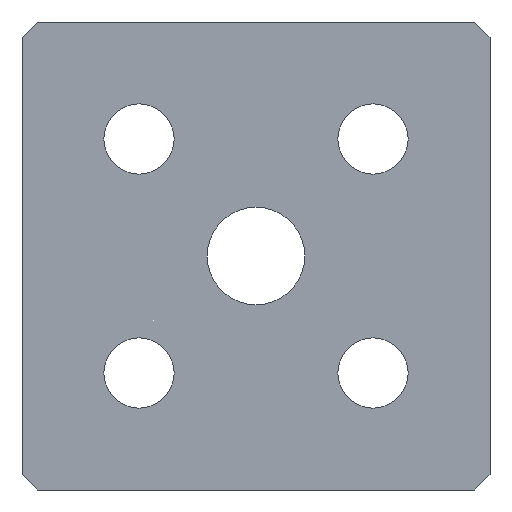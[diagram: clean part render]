
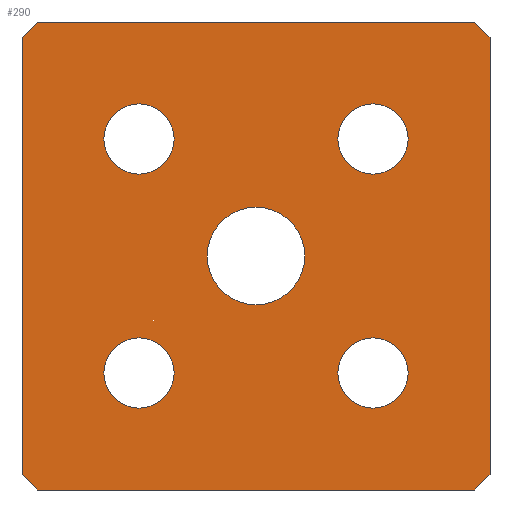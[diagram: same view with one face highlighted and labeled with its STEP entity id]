
A CAD part, front view. The second image highlights one B-rep face of the part: STEP entity #290.
In plain terms, the highlighted planar face has unit normal (0, -1, 0).
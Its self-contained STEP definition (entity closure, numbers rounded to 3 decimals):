
#30=CIRCLE('',#324,4.5);
#31=CIRCLE('',#325,4.5);
#32=CIRCLE('',#326,4.5);
#33=CIRCLE('',#327,4.5);
#34=CIRCLE('',#328,6.25);
#80=ORIENTED_EDGE('',*,*,#132,.F.);
#81=ORIENTED_EDGE('',*,*,#133,.F.);
#82=ORIENTED_EDGE('',*,*,#134,.F.);
#83=ORIENTED_EDGE('',*,*,#135,.F.);
#84=ORIENTED_EDGE('',*,*,#136,.F.);
#85=ORIENTED_EDGE('',*,*,#103,.F.);
#86=ORIENTED_EDGE('',*,*,#125,.F.);
#87=ORIENTED_EDGE('',*,*,#122,.F.);
#88=ORIENTED_EDGE('',*,*,#119,.F.);
#89=ORIENTED_EDGE('',*,*,#116,.F.);
#90=ORIENTED_EDGE('',*,*,#113,.F.);
#91=ORIENTED_EDGE('',*,*,#110,.F.);
#92=ORIENTED_EDGE('',*,*,#107,.F.);
#103=EDGE_CURVE('',#137,#138,#163,.T.);
#107=EDGE_CURVE('',#138,#141,#167,.T.);
#110=EDGE_CURVE('',#141,#143,#170,.T.);
#113=EDGE_CURVE('',#143,#145,#173,.T.);
#116=EDGE_CURVE('',#145,#147,#176,.T.);
#119=EDGE_CURVE('',#147,#149,#179,.T.);
#122=EDGE_CURVE('',#149,#151,#182,.T.);
#125=EDGE_CURVE('',#151,#137,#185,.T.);
#132=EDGE_CURVE('',#158,#158,#30,.T.);
#133=EDGE_CURVE('',#159,#159,#31,.T.);
#134=EDGE_CURVE('',#160,#160,#32,.T.);
#135=EDGE_CURVE('',#161,#161,#33,.T.);
#136=EDGE_CURVE('',#162,#162,#34,.T.);
#137=VERTEX_POINT('',#413);
#138=VERTEX_POINT('',#414);
#141=VERTEX_POINT('',#422);
#143=VERTEX_POINT('',#428);
#145=VERTEX_POINT('',#434);
#147=VERTEX_POINT('',#440);
#149=VERTEX_POINT('',#446);
#151=VERTEX_POINT('',#452);
#158=VERTEX_POINT('',#472);
#159=VERTEX_POINT('',#474);
#160=VERTEX_POINT('',#476);
#161=VERTEX_POINT('',#478);
#162=VERTEX_POINT('',#480);
#163=LINE('',#412,#187);
#167=LINE('',#421,#191);
#170=LINE('',#427,#194);
#173=LINE('',#433,#197);
#176=LINE('',#439,#200);
#179=LINE('',#445,#203);
#182=LINE('',#451,#206);
#185=LINE('',#457,#209);
#187=VECTOR('',#338,1000.);
#191=VECTOR('',#344,1000.);
#194=VECTOR('',#349,1000.);
#197=VECTOR('',#354,1000.);
#200=VECTOR('',#359,1000.);
#203=VECTOR('',#364,1000.);
#206=VECTOR('',#369,1000.);
#209=VECTOR('',#374,1000.);
#225=EDGE_LOOP('',(#80));
#226=EDGE_LOOP('',(#81));
#227=EDGE_LOOP('',(#82));
#228=EDGE_LOOP('',(#83));
#229=EDGE_LOOP('',(#84));
#230=EDGE_LOOP('',(#85,#86,#87,#88,#89,#90,#91,#92));
#255=FACE_BOUND('',#225,.T.);
#256=FACE_BOUND('',#226,.T.);
#257=FACE_BOUND('',#227,.T.);
#258=FACE_BOUND('',#228,.T.);
#259=FACE_BOUND('',#229,.T.);
#260=FACE_BOUND('',#230,.T.);
#280=PLANE('',#323);
#290=ADVANCED_FACE('',(#255,#256,#257,#258,#259,#260),#280,.F.);
#323=AXIS2_PLACEMENT_3D('',#470,#388,#389);
#324=AXIS2_PLACEMENT_3D('',#471,#390,#391);
#325=AXIS2_PLACEMENT_3D('',#473,#392,#393);
#326=AXIS2_PLACEMENT_3D('',#475,#394,#395);
#327=AXIS2_PLACEMENT_3D('',#477,#396,#397);
#328=AXIS2_PLACEMENT_3D('',#479,#398,#399);
#338=DIRECTION('',(-0.707,0.,0.707));
#344=DIRECTION('',(0.,0.,1.));
#349=DIRECTION('',(0.707,0.,0.707));
#354=DIRECTION('',(1.,0.,0.));
#359=DIRECTION('',(0.707,0.,-0.707));
#364=DIRECTION('',(0.,0.,-1.));
#369=DIRECTION('',(-0.707,0.,-0.707));
#374=DIRECTION('',(-1.,0.,0.));
#388=DIRECTION('',(0.,1.,0.));
#389=DIRECTION('',(0.,0.,1.));
#390=DIRECTION('',(0.,-1.,0.));
#391=DIRECTION('',(0.,0.,-1.));
#392=DIRECTION('',(0.,-1.,0.));
#393=DIRECTION('',(0.,0.,-1.));
#394=DIRECTION('',(0.,-1.,0.));
#395=DIRECTION('',(0.,0.,-1.));
#396=DIRECTION('',(0.,-1.,0.));
#397=DIRECTION('',(0.,0.,-1.));
#398=DIRECTION('',(0.,-1.,0.));
#399=DIRECTION('',(0.,0.,-1.));
#412=CARTESIAN_POINT('',(-28.,0.,-30.));
#413=CARTESIAN_POINT('',(-28.,0.,-30.));
#414=CARTESIAN_POINT('',(-30.,0.,-28.));
#421=CARTESIAN_POINT('',(-30.,0.,-28.));
#422=CARTESIAN_POINT('',(-30.,0.,28.));
#427=CARTESIAN_POINT('',(-30.,0.,28.));
#428=CARTESIAN_POINT('',(-28.,0.,30.));
#433=CARTESIAN_POINT('',(-28.,0.,30.));
#434=CARTESIAN_POINT('',(28.,0.,30.));
#439=CARTESIAN_POINT('',(28.,0.,30.));
#440=CARTESIAN_POINT('',(30.,0.,28.));
#445=CARTESIAN_POINT('',(30.,0.,28.));
#446=CARTESIAN_POINT('',(30.,0.,-28.));
#451=CARTESIAN_POINT('',(30.,0.,-28.));
#452=CARTESIAN_POINT('',(28.,0.,-30.));
#457=CARTESIAN_POINT('',(28.,0.,-30.));
#470=CARTESIAN_POINT('',(0.,0.,0.));
#471=CARTESIAN_POINT('',(-15.,0.,15.));
#472=CARTESIAN_POINT('',(-15.,0.,10.5));
#473=CARTESIAN_POINT('',(15.,0.,-15.));
#474=CARTESIAN_POINT('',(15.,0.,-19.5));
#475=CARTESIAN_POINT('',(-15.,0.,-15.));
#476=CARTESIAN_POINT('',(-15.,0.,-19.5));
#477=CARTESIAN_POINT('',(15.,0.,15.));
#478=CARTESIAN_POINT('',(15.,0.,10.5));
#479=CARTESIAN_POINT('',(0.,0.,0.));
#480=CARTESIAN_POINT('',(0.,0.,-6.25));
